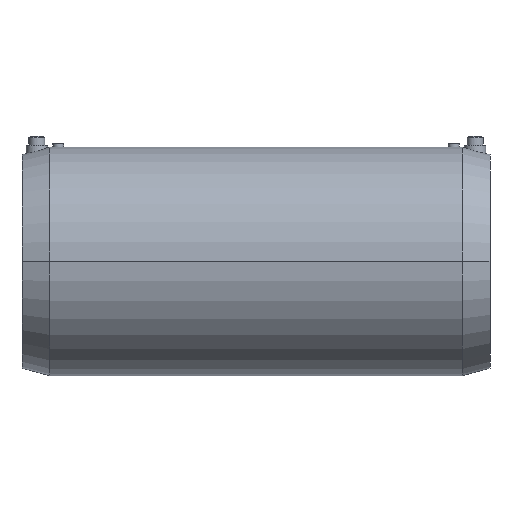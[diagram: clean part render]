
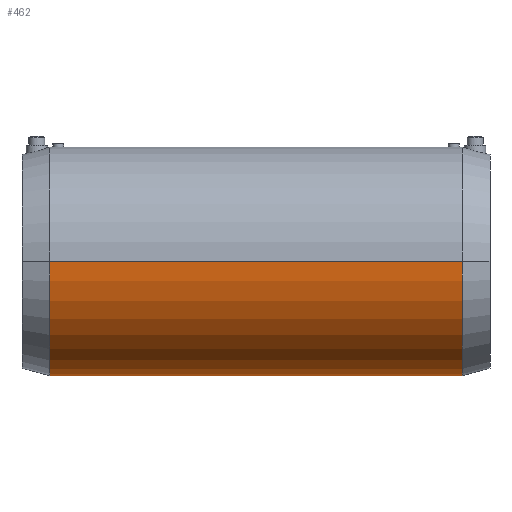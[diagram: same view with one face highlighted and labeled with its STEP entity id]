
A CAD part, front view. The second image highlights one B-rep face of the part: STEP entity #462.
In plain terms, the highlighted cylindrical face has radius 85 mm (diameter 170 mm), a partial arc.
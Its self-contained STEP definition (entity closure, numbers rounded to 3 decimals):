
#386 = VERTEX_POINT( '', #967 );
#426 = EDGE_CURVE( '', #542, #386, #1012, .T. );
#452 = EDGE_CURVE( '', #790, #514, #1040, .T. );
#462 = ADVANCED_FACE( '', ( #1051 ), #1052, .T. );
#506 = EDGE_CURVE( '', #830, #540, #1102, .T. );
#514 = VERTEX_POINT( '', #1111 );
#540 = VERTEX_POINT( '', #1138 );
#542 = VERTEX_POINT( '', #1140 );
#578 = VERTEX_POINT( '', #1180 );
#618 = EDGE_CURVE( '', #578, #790, #1224, .T. );
#714 = EDGE_CURVE( '', #830, #514, #1339, .T. );
#790 = VERTEX_POINT( '', #1427 );
#792 = EDGE_CURVE( '', #386, #540, #1429, .T. );
#830 = VERTEX_POINT( '', #1472 );
#842 = EDGE_CURVE( '', #542, #578, #1484, .T. );
#967 = CARTESIAN_POINT( '', ( 174., 43.375, -73.1 ) );
#1012 = B_SPLINE_CURVE_WITH_KNOTS( '', 3, ( #1838, #1839, #1840, #1841, #1842, #1843, #1844, #1845, #1846, #1847, #1848, #1849, #1850, #1851, #1852, #1853, #1854, #1855, #1856, #1857, #1858, #1859, #1860, #1861, #1862, #1863, #1864, #1865, #1866, #1867, #1868, #1869, #1870, #1871 ), .UNSPECIFIED., .F., .F., ( 4, 2, 2, 2, 2, 2, 2, 2, 2, 2, 2, 2, 2, 2, 2, 2, 4 ), ( 361.569, 368.906, 376.243, 383.58, 390.917, 398.253, 405.59, 412.927, 420.264, 427.992, 435.721, 443.449, 451.178, 458.907, 466.635, 474.364, 482.092 ), .UNSPECIFIED. );
#1040 = LINE( '', #1911, #1912 );
#1051 = FACE_OUTER_BOUND( '', #1989, .T. );
#1052 = CYLINDRICAL_SURFACE( '', #1990, 85. );
#1102 = LINE( '', #2087, #2088 );
#1111 = CARTESIAN_POINT( '', ( 327.233, -85., 0. ) );
#1138 = CARTESIAN_POINT( '', ( 247.1, 85., 0. ) );
#1140 = CARTESIAN_POINT( '', ( 100.9, 85., 0. ) );
#1180 = CARTESIAN_POINT( '', ( 20.767, 85., 0. ) );
#1224 = CIRCLE( '', #2346, 85. );
#1339 = CIRCLE( '', #2552, 85. );
#1427 = CARTESIAN_POINT( '', ( 20.767, -85., 0. ) );
#1429 = B_SPLINE_CURVE_WITH_KNOTS( '', 3, ( #2688, #2689, #2690, #2691, #2692, #2693, #2694, #2695, #2696, #2697, #2698, #2699, #2700, #2701, #2702, #2703, #2704, #2705, #2706, #2707, #2708, #2709, #2710, #2711, #2712, #2713, #2714, #2715, #2716, #2717, #2718, #2719, #2720, #2721 ), .UNSPECIFIED., .F., .F., ( 4, 2, 2, 2, 2, 2, 2, 2, 2, 2, 2, 2, 2, 2, 2, 2, 4 ), ( 0., 7.729, 15.457, 23.186, 30.914, 38.643, 46.371, 54.1, 61.829, 69.165, 76.502, 83.839, 91.176, 98.513, 105.849, 113.186, 120.523 ), .UNSPECIFIED. );
#1472 = CARTESIAN_POINT( '', ( 327.233, 85., 0. ) );
#1484 = LINE( '', #2807, #2808 );
#1838 = CARTESIAN_POINT( '', ( 100.9, 85., 0. ) );
#1839 = CARTESIAN_POINT( '', ( 100.9, 85., -2.446 ) );
#1840 = CARTESIAN_POINT( '', ( 101.023, 84.894, -4.911 ) );
#1841 = CARTESIAN_POINT( '', ( 101.522, 84.465, -9.835 ) );
#1842 = CARTESIAN_POINT( '', ( 101.898, 84.143, -12.292 ) );
#1843 = CARTESIAN_POINT( '', ( 102.897, 83.288, -17.151 ) );
#1844 = CARTESIAN_POINT( '', ( 103.52, 82.756, -19.553 ) );
#1845 = CARTESIAN_POINT( '', ( 104.999, 81.501, -24.261 ) );
#1846 = CARTESIAN_POINT( '', ( 105.855, 80.777, -26.566 ) );
#1847 = CARTESIAN_POINT( '', ( 107.773, 79.165, -31.041 ) );
#1848 = CARTESIAN_POINT( '', ( 108.838, 78.276, -33.214 ) );
#1849 = CARTESIAN_POINT( '', ( 111.147, 76.364, -37.401 ) );
#1850 = CARTESIAN_POINT( '', ( 112.392, 75.341, -39.414 ) );
#1851 = CARTESIAN_POINT( '', ( 115.026, 73.203, -43.257 ) );
#1852 = CARTESIAN_POINT( '', ( 116.416, 72.087, -45.086 ) );
#1853 = CARTESIAN_POINT( '', ( 119.297, 69.807, -48.542 ) );
#1854 = CARTESIAN_POINT( '', ( 120.79, 68.642, -50.169 ) );
#1855 = CARTESIAN_POINT( '', ( 123.912, 66.25, -53.291 ) );
#1856 = CARTESIAN_POINT( '', ( 125.607, 64.976, -54.836 ) );
#1857 = CARTESIAN_POINT( '', ( 129.162, 62.373, -57.779 ) );
#1858 = CARTESIAN_POINT( '', ( 131.022, 61.045, -59.177 ) );
#1859 = CARTESIAN_POINT( '', ( 134.887, 58.389, -61.8 ) );
#1860 = CARTESIAN_POINT( '', ( 136.892, 57.06, -63.025 ) );
#1861 = CARTESIAN_POINT( '', ( 141.028, 54.461, -65.284 ) );
#1862 = CARTESIAN_POINT( '', ( 143.159, 53.191, -66.318 ) );
#1863 = CARTESIAN_POINT( '', ( 147.53, 50.781, -68.181 ) );
#1864 = CARTESIAN_POINT( '', ( 149.771, 49.641, -69.01 ) );
#1865 = CARTESIAN_POINT( '', ( 154.354, 47.573, -70.452 ) );
#1866 = CARTESIAN_POINT( '', ( 156.696, 46.644, -71.064 ) );
#1867 = CARTESIAN_POINT( '', ( 161.478, 45.09, -72.061 ) );
#1868 = CARTESIAN_POINT( '', ( 163.917, 44.464, -72.444 ) );
#1869 = CARTESIAN_POINT( '', ( 168.89, 43.606, -72.964 ) );
#1870 = CARTESIAN_POINT( '', ( 171.424, 43.375, -73.1 ) );
#1871 = CARTESIAN_POINT( '', ( 174., 43.375, -73.1 ) );
#1911 = CARTESIAN_POINT( '', ( 174., -85., 0. ) );
#1912 = VECTOR( '', #3034, 1. );
#1989 = EDGE_LOOP( '', ( #3042, #3043, #3044, #3045, #3046, #3047, #3048 ) );
#1990 = AXIS2_PLACEMENT_3D( '', #3049, #3050, #3051 );
#2087 = CARTESIAN_POINT( '', ( 174., 85., 0. ) );
#2088 = VECTOR( '', #3124, 1. );
#2346 = AXIS2_PLACEMENT_3D( '', #3236, #3237, #3238 );
#2552 = AXIS2_PLACEMENT_3D( '', #3414, #3415, #3416 );
#2688 = CARTESIAN_POINT( '', ( 174., 43.375, -73.1 ) );
#2689 = CARTESIAN_POINT( '', ( 176.576, 43.375, -73.1 ) );
#2690 = CARTESIAN_POINT( '', ( 179.11, 43.606, -72.964 ) );
#2691 = CARTESIAN_POINT( '', ( 184.083, 44.464, -72.444 ) );
#2692 = CARTESIAN_POINT( '', ( 186.522, 45.09, -72.061 ) );
#2693 = CARTESIAN_POINT( '', ( 191.304, 46.644, -71.064 ) );
#2694 = CARTESIAN_POINT( '', ( 193.646, 47.573, -70.452 ) );
#2695 = CARTESIAN_POINT( '', ( 198.229, 49.641, -69.01 ) );
#2696 = CARTESIAN_POINT( '', ( 200.47, 50.781, -68.181 ) );
#2697 = CARTESIAN_POINT( '', ( 204.841, 53.191, -66.318 ) );
#2698 = CARTESIAN_POINT( '', ( 206.972, 54.461, -65.284 ) );
#2699 = CARTESIAN_POINT( '', ( 211.108, 57.06, -63.025 ) );
#2700 = CARTESIAN_POINT( '', ( 213.113, 58.389, -61.8 ) );
#2701 = CARTESIAN_POINT( '', ( 216.978, 61.045, -59.177 ) );
#2702 = CARTESIAN_POINT( '', ( 218.838, 62.373, -57.779 ) );
#2703 = CARTESIAN_POINT( '', ( 222.393, 64.976, -54.836 ) );
#2704 = CARTESIAN_POINT( '', ( 224.088, 66.25, -53.291 ) );
#2705 = CARTESIAN_POINT( '', ( 227.21, 68.642, -50.169 ) );
#2706 = CARTESIAN_POINT( '', ( 228.703, 69.807, -48.542 ) );
#2707 = CARTESIAN_POINT( '', ( 231.584, 72.087, -45.086 ) );
#2708 = CARTESIAN_POINT( '', ( 232.974, 73.203, -43.257 ) );
#2709 = CARTESIAN_POINT( '', ( 235.608, 75.341, -39.414 ) );
#2710 = CARTESIAN_POINT( '', ( 236.853, 76.364, -37.401 ) );
#2711 = CARTESIAN_POINT( '', ( 239.162, 78.276, -33.214 ) );
#2712 = CARTESIAN_POINT( '', ( 240.227, 79.165, -31.041 ) );
#2713 = CARTESIAN_POINT( '', ( 242.145, 80.777, -26.566 ) );
#2714 = CARTESIAN_POINT( '', ( 243.001, 81.501, -24.261 ) );
#2715 = CARTESIAN_POINT( '', ( 244.48, 82.756, -19.553 ) );
#2716 = CARTESIAN_POINT( '', ( 245.103, 83.288, -17.151 ) );
#2717 = CARTESIAN_POINT( '', ( 246.102, 84.143, -12.292 ) );
#2718 = CARTESIAN_POINT( '', ( 246.478, 84.465, -9.835 ) );
#2719 = CARTESIAN_POINT( '', ( 246.977, 84.894, -4.911 ) );
#2720 = CARTESIAN_POINT( '', ( 247.1, 85., -2.446 ) );
#2721 = CARTESIAN_POINT( '', ( 247.1, 85., 0. ) );
#2807 = CARTESIAN_POINT( '', ( 174., 85., 0. ) );
#2808 = VECTOR( '', #3584, 1. );
#3034 = DIRECTION( '', ( 1., 0., 0. ) );
#3042 = ORIENTED_EDGE( '', *, *, #506, .F. );
#3043 = ORIENTED_EDGE( '', *, *, #714, .T. );
#3044 = ORIENTED_EDGE( '', *, *, #452, .F. );
#3045 = ORIENTED_EDGE( '', *, *, #618, .F. );
#3046 = ORIENTED_EDGE( '', *, *, #842, .F. );
#3047 = ORIENTED_EDGE( '', *, *, #426, .T. );
#3048 = ORIENTED_EDGE( '', *, *, #792, .T. );
#3049 = CARTESIAN_POINT( '', ( 174., 0., 0. ) );
#3050 = DIRECTION( '', ( 1., 0., 0. ) );
#3051 = DIRECTION( '', ( 0., 1., 0. ) );
#3124 = DIRECTION( '', ( -1., 0., 0. ) );
#3236 = CARTESIAN_POINT( '', ( 20.767, 0., 0. ) );
#3237 = DIRECTION( '', ( -1., 0., 0. ) );
#3238 = DIRECTION( '', ( 0., 1., 0. ) );
#3414 = CARTESIAN_POINT( '', ( 327.233, 0., 0. ) );
#3415 = DIRECTION( '', ( -1., 0., 0. ) );
#3416 = DIRECTION( '', ( 0., 1., 0. ) );
#3584 = DIRECTION( '', ( -1., 0., 0. ) );
